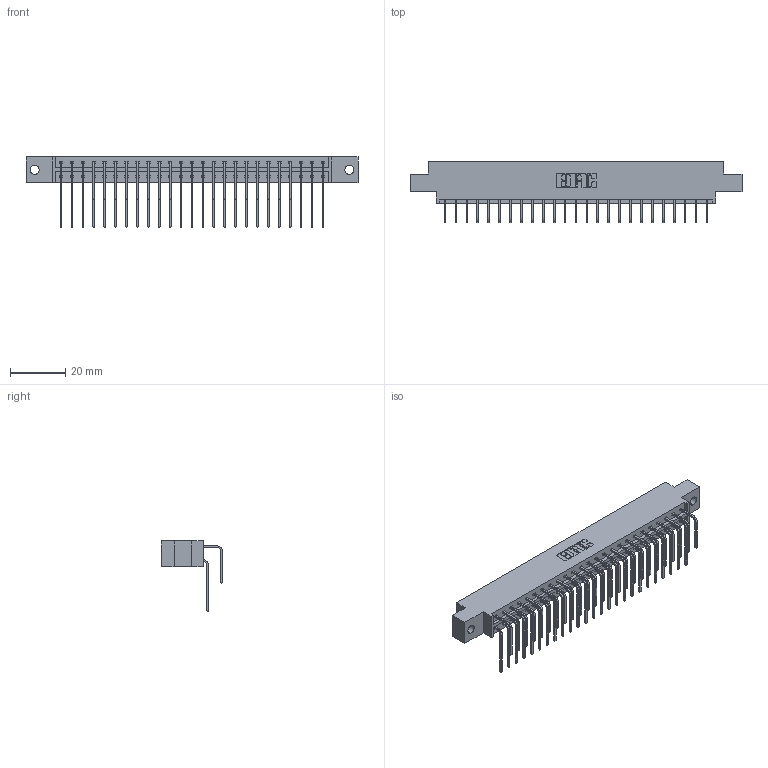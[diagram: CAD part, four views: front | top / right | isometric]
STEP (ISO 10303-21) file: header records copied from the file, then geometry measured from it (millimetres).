
FILE_DESCRIPTION (( 'STEP AP203' ), '1' );
FILE_NAME ('833-050-558-802.STEP', '2020-06-04T18:14:18', ( '' ), ( '' ), 'SwSTEP 2.0', 'SolidWorks 2020', '' );
FILE_SCHEMA (( 'CONFIG_CONTROL_DESIGN' ));
Length unit declared in the file: inch
Products named in the file (4): 345-292-001_558 559 Tail - 1; 345-292-001_558 Tail - 2; 833 Part_Offset - .128 Dia; 833-050-558-802
Assembly tree (51 placements, depth 2):
  833-050-558-802
    833 Part_Offset - .128 Dia
    345-292-001_558 559 Tail - 1  x25
    345-292-001_558 Tail - 2  x25
Bounding box: 120.6 x 22.17 x 25.53 mm (x, y, z)
Volume: 12177.5 mm3; surface area: 15598.3 mm2
Topology: 51 solids, 51 shells, 2818 faces, 8373 edges, 5514 vertices
Faces by surface type: plane 1974, cylinder 844
Entity records: 20201 total; most frequent: CARTESIAN_POINT 3421, ORIENTED_EDGE 3306, DIRECTION 2933, EDGE_CURVE 1653, LINE 1485, VECTOR 1485, VERTEX_POINT 1098, AXIS2_PLACEMENT_3D 724
